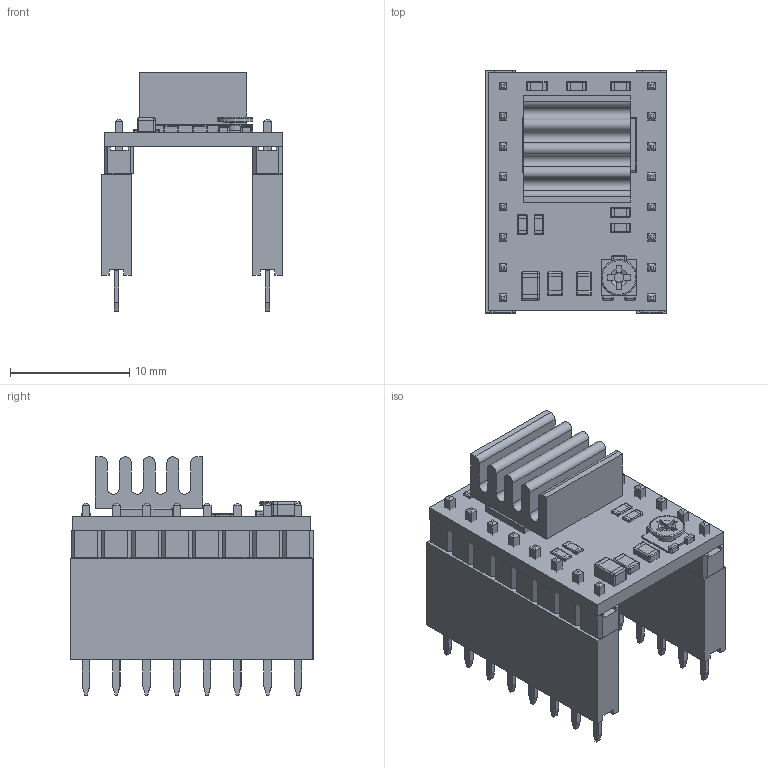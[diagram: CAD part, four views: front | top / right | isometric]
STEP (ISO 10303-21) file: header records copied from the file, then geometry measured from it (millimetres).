
FILE_DESCRIPTION(('FreeCAD Model'),'2;1');
FILE_NAME('Open CASCADE Shape Model','2021-09-12T11:57:15',('Author'),( ''),'Open CASCADE STEP processor 7.4','FreeCAD','Unknown');
FILE_SCHEMA(('AUTOMOTIVE_DESIGN { 1 0 10303 214 1 1 1 1 }'));
Length unit declared in the file: millimetre
Products named in the file (53): DRV8825-PBS-8x2; Driver_DRV8875; Driver_DRV8825; Driver_DRV8826; Driver_DRV8827; Driver_DRV8828; Driver_DRV8829; Driver_DRV8830; Driver_DRV8831; Driver_DRV8832; Driver_DRV8833; Driver_DRV8834; Driver_DRV8835; Driver_DRV8836; Driver_DRV8837; Driver_DRV8838; Driver_DRV8839; Driver_DRV8840; Driver_DRV8841; Driver_DRV8842; Driver_DRV8843; Driver_DRV8844; Driver_DRV8845; Driver_DRV8846; Driver_DRV8847; Driver_DRV8848; Driver_DRV8849; Driver_DRV8850; Driver_DRV8851; Driver_DRV8852; Driver_DRV8853; Driver_DRV8854; Driver_DRV8855; Driver_DRV8856; Driver_DRV8857; Driver_DRV8858; Driver_DRV8859; Driver_DRV8860; Driver_DRV8861; Driver_DRV8862 ...
Assembly tree (53 placements, depth 3):
  DRV8825-PBS-8x2
    Driver_DRV8875
      Driver_DRV8825
      Driver_DRV8826
      Driver_DRV8827
      Driver_DRV8828
      Driver_DRV8829
      Driver_DRV8830
      Driver_DRV8831
      Driver_DRV8832
      Driver_DRV8833
      Driver_DRV8834
      Driver_DRV8835
      Driver_DRV8836
      Driver_DRV8837
      Driver_DRV8838
      Driver_DRV8839
      Driver_DRV8840
      Driver_DRV8841
      Driver_DRV8842
      Driver_DRV8843
      Driver_DRV8844
      Driver_DRV8845
      Driver_DRV8846
      Driver_DRV8847
      Driver_DRV8848
      Driver_DRV8849
      Driver_DRV8850
      Driver_DRV8851
      Driver_DRV8852
      Driver_DRV8853
      Driver_DRV8854
      Driver_DRV8855
      Driver_DRV8856
      Driver_DRV8857
      Driver_DRV8858
      Driver_DRV8859
      Driver_DRV8860
      Driver_DRV8861
      Driver_DRV8862
      Driver_DRV8863
      Driver_DRV8864
      Driver_DRV8865
      Driver_DRV8866
      Driver_DRV8867
      Driver_DRV8868
      Driver_DRV8869
      Driver_DRV8870
      Driver_DRV8871
      Driver_DRV8872
      Driver_DRV8873
      Driver_DRV8874
    PBS-009  x2
Bounding box: 15.23 x 20.34 x 20.01 mm (x, y, z)
Volume: 1702.7 mm3; surface area: 4195.9 mm2
Topology: 52 solids, 52 shells, 1948 faces, 4868 edges, 3015 vertices
Faces by surface type: plane 1597, bspline 182, cylinder 156, sphere 8, cone 5
Full cylindrical faces by diameter (mm): 0.8 x1, 1.6 x1, 3 x1
Entity records: 53447 total; most frequent: CARTESIAN_POINT 14327, ORIENTED_EDGE 7320, DIRECTION 6741, EDGE_CURVE 3660, LINE 3147, VECTOR 3147, VERTEX_POINT 2263, AXIS2_PLACEMENT_3D 1797
